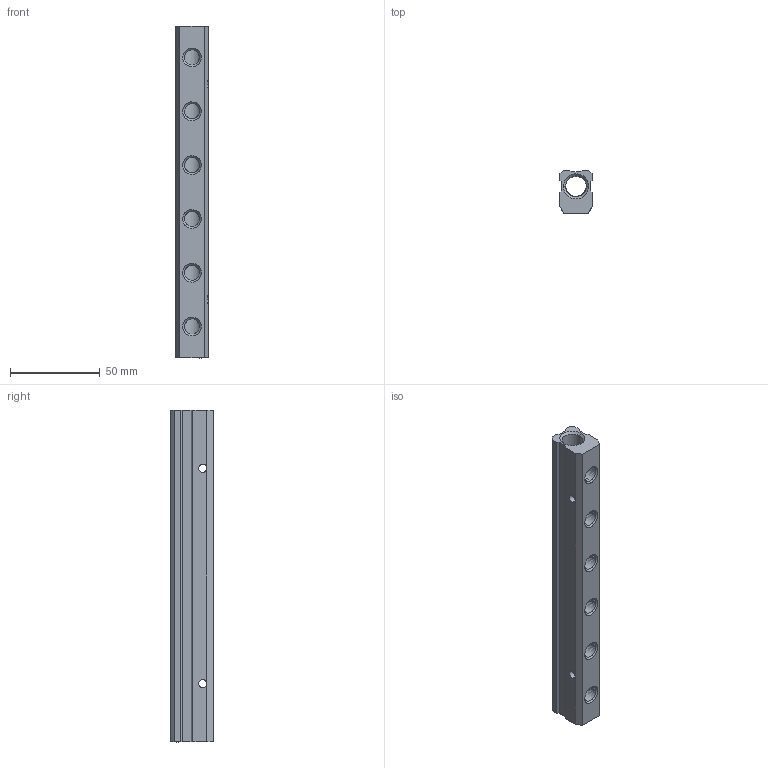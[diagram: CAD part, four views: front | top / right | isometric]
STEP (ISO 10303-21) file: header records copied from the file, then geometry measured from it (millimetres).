
FILE_DESCRIPTION (( 'STEP AP214' ), '1' );
FILE_NAME ('DRF.2F02.6F01.STEP', '2018-09-05T10:20:41', ( '' ), ( '' ), 'SwSTEP 2.0', 'SolidWorks 2018', '' );
FILE_SCHEMA (( 'AUTOMOTIVE_DESIGN' ));
Length unit declared in the file: millimetre
Products named in the file (1): DRF.2F02.6F01
Bounding box: 18 x 24 x 185 mm (x, y, z)
Volume: 50430.1 mm3; surface area: 23573.7 mm2
Topology: 1 solids, 1 shells, 66 faces, 188 edges, 122 vertices
Faces by surface type: bspline 66
Entity records: 3963 total; most frequent: CARTESIAN_POINT 2835, ORIENTED_EDGE 376, EDGE_CURVE 188, B_SPLINE_CURVE_WITH_KNOTS 147, VERTEX_POINT 122, EDGE_LOOP 82, ADVANCED_FACE 66, FACE_OUTER_BOUND 66
